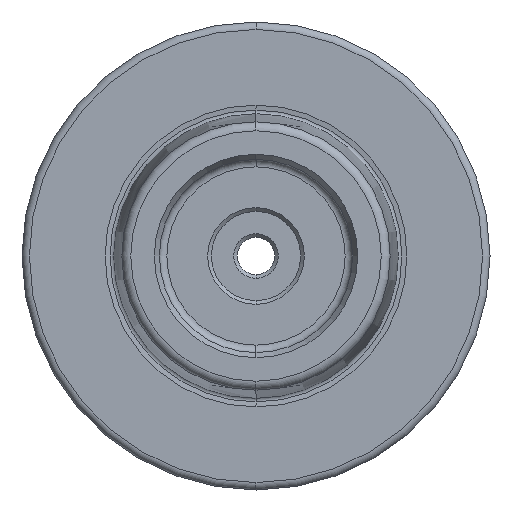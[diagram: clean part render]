
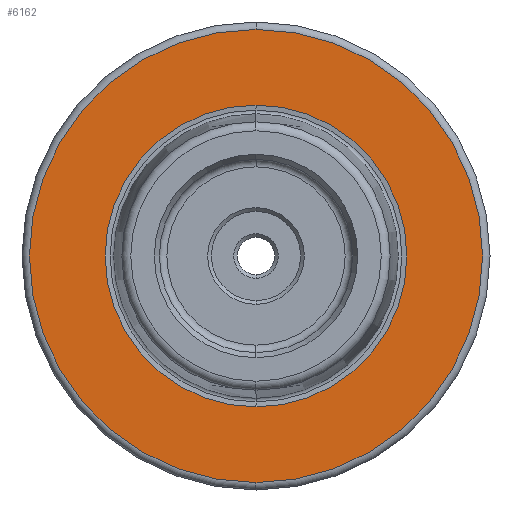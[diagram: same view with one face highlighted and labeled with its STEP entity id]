
A CAD part, left-side view. The second image highlights one B-rep face of the part: STEP entity #6162.
In plain terms, the highlighted planar face has unit normal (-1, 0, 0).
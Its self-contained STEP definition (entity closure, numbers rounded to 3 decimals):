
#347 = AXIS2_PLACEMENT_3D ( 'NONE', #10327, #10329, #10318 ) ;
#468 = AXIS2_PLACEMENT_3D ( 'NONE', #6812, #6794, #6805 ) ;
#491 = AXIS2_PLACEMENT_3D ( 'NONE', #6722, #6721, #6756 ) ;
#564 = AXIS2_PLACEMENT_3D ( 'NONE', #13042, #13032, #13007 ) ;
#578 = AXIS2_PLACEMENT_3D ( 'NONE', #12751, #12770, #12792 ) ;
#4246 = EDGE_LOOP ( 'NONE', ( #5704, #5746 ) ) ;
#4281 = EDGE_LOOP ( 'NONE', ( #5710, #5709 ) ) ;
#5158 = EDGE_CURVE ( 'NONE', #11999, #12016, #12325, .T. ) ;
#5167 = EDGE_CURVE ( 'NONE', #11991, #12002, #12272, .T. ) ;
#5339 = EDGE_CURVE ( 'NONE', #12016, #11999, #6533, .T. ) ;
#5380 = EDGE_CURVE ( 'NONE', #12002, #11991, #6503, .T. ) ;
#5704 = ORIENTED_EDGE ( 'NONE', *, *, #5167, .T. ) ;
#5709 = ORIENTED_EDGE ( 'NONE', *, *, #5339, .T. ) ;
#5710 = ORIENTED_EDGE ( 'NONE', *, *, #5158, .T. ) ;
#5746 = ORIENTED_EDGE ( 'NONE', *, *, #5380, .T. ) ;
#6162 = ADVANCED_FACE ( 'NONE', ( #6228, #6272 ), #10297, .T. ) ;
#6228 = FACE_OUTER_BOUND ( 'NONE', #4246, .T. ) ;
#6272 = FACE_BOUND ( 'NONE', #4281, .T. ) ;
#6503 = CIRCLE ( 'NONE', #564, 30.5 ) ;
#6533 = CIRCLE ( 'NONE', #578, 20.308 ) ;
#6721 = DIRECTION ( 'NONE',  ( 1., 0., 0. ) ) ;
#6722 = CARTESIAN_POINT ( 'NONE',  ( 0., 0., 0. ) ) ;
#6756 = DIRECTION ( 'NONE',  ( 0., 0., -1. ) ) ;
#6794 = DIRECTION ( 'NONE',  ( -1., 0., 0. ) ) ;
#6805 = DIRECTION ( 'NONE',  ( 0., 0., 1. ) ) ;
#6812 = CARTESIAN_POINT ( 'NONE',  ( 0., 0., 0. ) ) ;
#10297 = PLANE ( 'NONE',  #347 ) ;
#10318 = DIRECTION ( 'NONE',  ( 0., 0., 1. ) ) ;
#10327 = CARTESIAN_POINT ( 'NONE',  ( 0., 20.308, 0. ) ) ;
#10329 = DIRECTION ( 'NONE',  ( -1., 0., 0. ) ) ;
#11644 = CARTESIAN_POINT ( 'NONE',  ( 0., 0., 30.5 ) ) ;
#11682 = CARTESIAN_POINT ( 'NONE',  ( 0., 0., -30.5 ) ) ;
#11701 = CARTESIAN_POINT ( 'NONE',  ( 0., 0., -20.308 ) ) ;
#11720 = CARTESIAN_POINT ( 'NONE',  ( 0., 0., 20.308 ) ) ;
#11991 = VERTEX_POINT ( 'NONE', #11644 ) ;
#11999 = VERTEX_POINT ( 'NONE', #11720 ) ;
#12002 = VERTEX_POINT ( 'NONE', #11682 ) ;
#12016 = VERTEX_POINT ( 'NONE', #11701 ) ;
#12272 = CIRCLE ( 'NONE', #468, 30.5 ) ;
#12325 = CIRCLE ( 'NONE', #491, 20.308 ) ;
#12751 = CARTESIAN_POINT ( 'NONE',  ( 0., 0., 0. ) ) ;
#12770 = DIRECTION ( 'NONE',  ( 1., 0., 0. ) ) ;
#12792 = DIRECTION ( 'NONE',  ( 0., 0., -1. ) ) ;
#13007 = DIRECTION ( 'NONE',  ( 0., 0., 1. ) ) ;
#13032 = DIRECTION ( 'NONE',  ( -1., 0., 0. ) ) ;
#13042 = CARTESIAN_POINT ( 'NONE',  ( 0., 0., 0. ) ) ;
